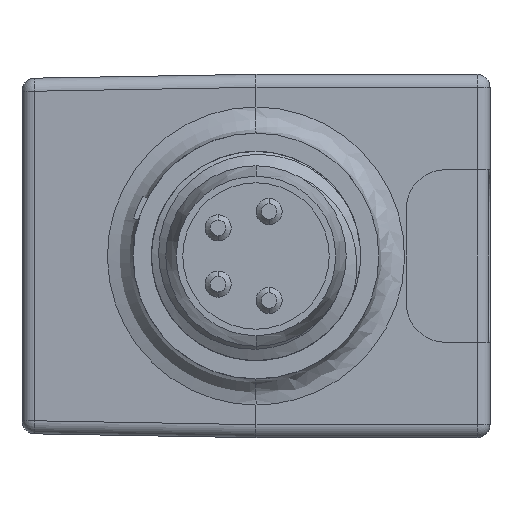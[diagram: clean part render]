
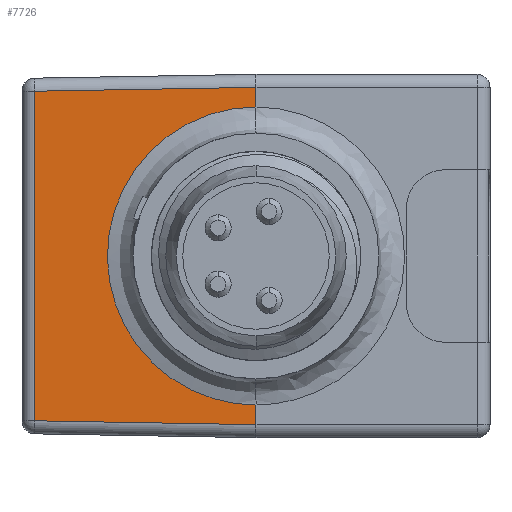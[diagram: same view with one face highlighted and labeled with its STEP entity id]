
A CAD part, front view. The second image highlights one B-rep face of the part: STEP entity #7726.
In plain terms, the highlighted planar face has unit normal (-0.018, -1, 0).
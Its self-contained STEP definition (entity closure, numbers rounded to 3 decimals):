
#732=DIRECTION('',(1.,-0.017,-0.017));
#733=VECTOR('',#732,8.461);
#734=CARTESIAN_POINT('',(-8.459,-25.252,
-6.302));
#735=LINE('',#734,#733);
#739=DIRECTION('',(0.,0.,1.));
#740=VECTOR('',#739,12.605);
#741=CARTESIAN_POINT('',(-8.459,-25.252,
-6.302));
#742=LINE('',#741,#740);
#769=DIRECTION('',(0.,0.,1.));
#770=VECTOR('',#769,0.75);
#771=CARTESIAN_POINT('',(0.,-25.4,-6.45));
#772=LINE('',#771,#770);
#776=DIRECTION('',(0.,0.,1.));
#777=VECTOR('',#776,0.75);
#778=CARTESIAN_POINT('',(0.,-25.4,
5.7));
#779=LINE('',#778,#777);
#964=CARTESIAN_POINT('',(0.,-25.4,
5.7));
#965=CARTESIAN_POINT('',(-0.099,-25.398,
5.7));
#966=CARTESIAN_POINT('',(-0.298,-25.395,
5.694));
#967=CARTESIAN_POINT('',(-0.595,-25.39,
5.67));
#968=CARTESIAN_POINT('',(-0.89,-25.384,
5.63));
#969=CARTESIAN_POINT('',(-1.183,-25.379,5.575));
#970=CARTESIAN_POINT('',(-1.473,-25.374,5.504));
#971=CARTESIAN_POINT('',(-1.758,-25.369,5.419));
#972=CARTESIAN_POINT('',(-2.039,-25.364,5.319));
#973=CARTESIAN_POINT('',(-2.314,-25.36,5.204));
#974=CARTESIAN_POINT('',(-2.582,-25.355,5.075));
#975=CARTESIAN_POINT('',(-2.844,-25.35,4.933));
#976=CARTESIAN_POINT('',(-3.098,-25.346,4.776));
#977=CARTESIAN_POINT('',(-3.343,-25.342,4.607));
#978=CARTESIAN_POINT('',(-3.579,-25.338,4.425));
#979=CARTESIAN_POINT('',(-3.805,-25.334,4.231));
#980=CARTESIAN_POINT('',(-4.021,-25.33,4.026));
#981=CARTESIAN_POINT('',(-4.226,-25.326,3.81));
#982=CARTESIAN_POINT('',(-4.419,-25.323,3.583));
#983=CARTESIAN_POINT('',(-4.6,-25.32,3.346));
#984=CARTESIAN_POINT('',(-4.769,-25.317,3.1));
#985=CARTESIAN_POINT('',(-4.924,-25.314,2.846));
#986=CARTESIAN_POINT('',(-5.066,-25.312,2.584));
#987=CARTESIAN_POINT('',(-5.194,-25.309,2.315));
#988=CARTESIAN_POINT('',(-5.308,-25.307,2.04));
#989=CARTESIAN_POINT('',(-5.407,-25.306,1.759));
#990=CARTESIAN_POINT('',(-5.492,-25.304,1.473));
#991=CARTESIAN_POINT('',(-5.561,-25.303,1.183));
#992=CARTESIAN_POINT('',(-5.615,-25.302,
0.89));
#993=CARTESIAN_POINT('',(-5.654,-25.301,
0.595));
#994=CARTESIAN_POINT('',(-5.677,-25.301,
0.298));
#995=CARTESIAN_POINT('',(-5.685,-25.301,
0.));
#996=CARTESIAN_POINT('',(-5.677,-25.301,
-0.298));
#997=CARTESIAN_POINT('',(-5.654,-25.301,
-0.595));
#998=CARTESIAN_POINT('',(-5.615,-25.302,
-0.89));
#999=CARTESIAN_POINT('',(-5.561,-25.303,
-1.183));
#1000=CARTESIAN_POINT('',(-5.492,-25.304,
-1.473));
#1001=CARTESIAN_POINT('',(-5.407,-25.306,
-1.759));
#1002=CARTESIAN_POINT('',(-5.308,-25.307,
-2.04));
#1003=CARTESIAN_POINT('',(-5.194,-25.309,
-2.315));
#1004=CARTESIAN_POINT('',(-5.066,-25.312,
-2.584));
#1005=CARTESIAN_POINT('',(-4.924,-25.314,
-2.846));
#1006=CARTESIAN_POINT('',(-4.769,-25.317,
-3.1));
#1007=CARTESIAN_POINT('',(-4.6,-25.32,
-3.346));
#1008=CARTESIAN_POINT('',(-4.419,-25.323,
-3.583));
#1009=CARTESIAN_POINT('',(-4.226,-25.326,
-3.81));
#1010=CARTESIAN_POINT('',(-4.021,-25.33,
-4.026));
#1011=CARTESIAN_POINT('',(-3.805,-25.334,
-4.231));
#1012=CARTESIAN_POINT('',(-3.579,-25.338,
-4.425));
#1013=CARTESIAN_POINT('',(-3.343,-25.342,
-4.607));
#1014=CARTESIAN_POINT('',(-3.098,-25.346,
-4.776));
#1015=CARTESIAN_POINT('',(-2.844,-25.35,
-4.933));
#1016=CARTESIAN_POINT('',(-2.582,-25.355,
-5.075));
#1017=CARTESIAN_POINT('',(-2.314,-25.36,
-5.204));
#1018=CARTESIAN_POINT('',(-2.039,-25.364,
-5.319));
#1019=CARTESIAN_POINT('',(-1.758,-25.369,
-5.419));
#1020=CARTESIAN_POINT('',(-1.473,-25.374,
-5.504));
#1021=CARTESIAN_POINT('',(-1.183,-25.379,
-5.575));
#1022=CARTESIAN_POINT('',(-0.89,-25.384,
-5.63));
#1023=CARTESIAN_POINT('',(-0.595,-25.39,
-5.67));
#1024=CARTESIAN_POINT('',(-0.298,-25.395,
-5.694));
#1025=CARTESIAN_POINT('',(-0.099,-25.398,
-5.7));
#1026=CARTESIAN_POINT('',(0.,-25.4,
-5.7));
#2994=DIRECTION('',(1.,-0.017,0.017));
#2995=VECTOR('',#2994,8.461);
#2996=CARTESIAN_POINT('',(-8.459,-25.252,
6.302));
#2997=LINE('',#2996,#2995);
#6564=CARTESIAN_POINT('',(-8.459,-25.252,
-6.302));
#6565=CARTESIAN_POINT('',(-8.459,-25.252,
6.302));
#6566=VERTEX_POINT('',#6564);
#6567=VERTEX_POINT('',#6565);
#7194=CARTESIAN_POINT('',(0.,-25.4,-6.45));
#7195=CARTESIAN_POINT('',(0.,-25.4,
-5.7));
#7196=VERTEX_POINT('',#7194);
#7197=VERTEX_POINT('',#7195);
#7198=CARTESIAN_POINT('',(0.,-25.4,
5.7));
#7199=CARTESIAN_POINT('',(0.,-25.4,6.45));
#7200=VERTEX_POINT('',#7198);
#7201=VERTEX_POINT('',#7199);
#7709=CARTESIAN_POINT('',(0.,-25.4,-7.986));
#7710=DIRECTION('',(-0.017,-1.,0.));
#7711=DIRECTION('',(0.,0.,1.));
#7712=AXIS2_PLACEMENT_3D('',#7709,#7710,#7711);
#7713=PLANE('',#7712);
#7715=ORIENTED_EDGE('',*,*,#7714,.F.);
#7716=ORIENTED_EDGE('',*,*,#7678,.F.);
#7717=ORIENTED_EDGE('',*,*,#7700,.T.);
#7719=ORIENTED_EDGE('',*,*,#7718,.T.);
#7721=ORIENTED_EDGE('',*,*,#7720,.F.);
#7723=ORIENTED_EDGE('',*,*,#7722,.T.);
#7724=EDGE_LOOP('',(#7715,#7716,#7717,#7719,#7721,#7723));
#7725=FACE_OUTER_BOUND('',#7724,.F.);
#7726=ADVANCED_FACE('',(#7725),#7713,.T.);
#1027=B_SPLINE_CURVE_WITH_KNOTS('',3,(#964,#965,#966,#967,#968,#969,#970,#971,
#972,#973,#974,#975,#976,#977,#978,#979,#980,#981,#982,#983,#984,#985,#986,#987,
#988,#989,#990,#991,#992,#993,#994,#995,#996,#997,#998,#999,#1000,#1001,#1002,
#1003,#1004,#1005,#1006,#1007,#1008,#1009,#1010,#1011,#1012,#1013,#1014,#1015,
#1016,#1017,#1018,#1019,#1020,#1021,#1022,#1023,#1024,#1025,#1026),
.UNSPECIFIED.,.F.,.F.,(4,1,1,1,1,1,1,1,1,1,1,1,1,1,1,1,1,1,1,1,1,1,1,1,1,1,1,1,
1,1,1,1,1,1,1,1,1,1,1,1,1,1,1,1,1,1,1,1,1,1,1,1,1,1,1,1,1,1,1,1,4),(0.,
0.017,0.033,0.05,0.067,0.083,
0.1,0.117,0.133,0.15,0.167,
0.183,0.2,0.217,0.233,0.25,
0.267,0.283,0.3,0.317,0.333,
0.35,0.367,0.383,0.4,0.417,
0.433,0.45,0.467,0.483,0.5,
0.517,0.533,0.55,0.567,0.583,
0.6,0.617,0.633,0.65,0.667,
0.683,0.7,0.717,0.733,0.75,
0.767,0.783,0.8,0.817,0.833,
0.85,0.867,0.883,0.9,0.917,
0.933,0.95,0.967,0.983,1.),
.UNSPECIFIED.);
#7678=EDGE_CURVE('',#6566,#7196,#735,.T.);
#7700=EDGE_CURVE('',#6566,#6567,#742,.T.);
#7714=EDGE_CURVE('',#7196,#7197,#772,.T.);
#7718=EDGE_CURVE('',#6567,#7201,#2997,.T.);
#7720=EDGE_CURVE('',#7200,#7201,#779,.T.);
#7722=EDGE_CURVE('',#7200,#7197,#1027,.T.);
